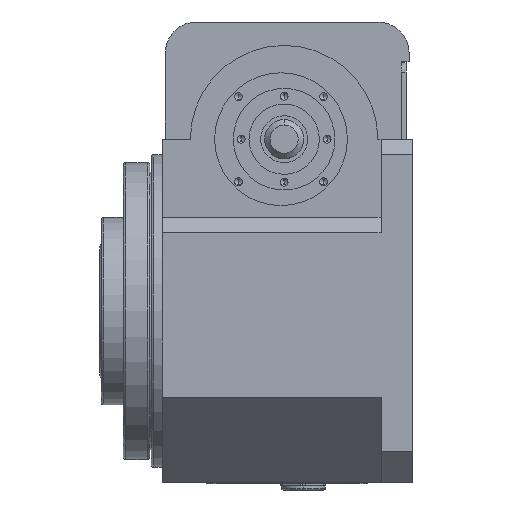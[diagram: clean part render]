
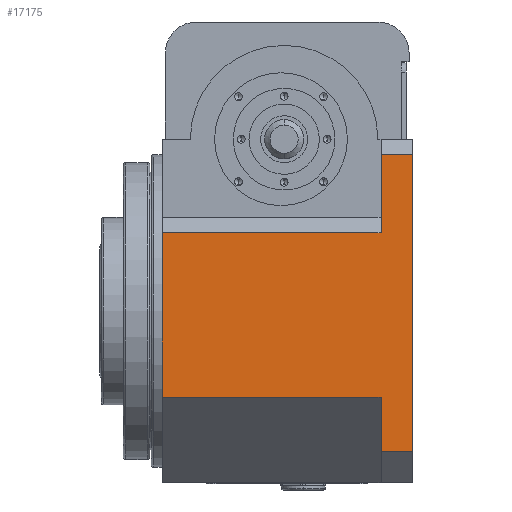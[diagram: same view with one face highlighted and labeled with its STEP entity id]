
A CAD part, left-side view. The second image highlights one B-rep face of the part: STEP entity #17175.
In plain terms, the highlighted planar face has unit normal (-1, 0, 0).
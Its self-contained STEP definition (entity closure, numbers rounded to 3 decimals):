
#6 = CARTESIAN_POINT ( 'NONE',  ( -110., -82., 50. ) ) ;
#330 = DIRECTION ( 'NONE',  ( -1., 0., 0. ) ) ;
#391 = CARTESIAN_POINT ( 'NONE',  ( -110., -82., -55. ) ) ;
#400 = EDGE_CURVE ( 'NONE', #5255, #7137, #516, .T. ) ;
#516 = LINE ( 'NONE', #8438, #4850 ) ;
#874 = VERTEX_POINT ( 'NONE', #4532 ) ;
#1204 = EDGE_CURVE ( 'NONE', #17564, #5255, #13847, .T. ) ;
#1571 = ORIENTED_EDGE ( 'NONE', *, *, #5711, .T. ) ;
#1824 = EDGE_CURVE ( 'NONE', #7137, #13407, #3750, .T. ) ;
#2259 = VECTOR ( 'NONE', #13530, 1000. ) ;
#2582 = LINE ( 'NONE', #6, #11104 ) ;
#2829 = DIRECTION ( 'NONE',  ( 0., 1., 0. ) ) ;
#2899 = VECTOR ( 'NONE', #13277, 1000. ) ;
#3750 = LINE ( 'NONE', #16509, #13602 ) ;
#4013 = DIRECTION ( 'NONE',  ( 0., 0., -1. ) ) ;
#4532 = CARTESIAN_POINT ( 'NONE',  ( -110., -62., -55. ) ) ;
#4782 = DIRECTION ( 'NONE',  ( 0., -1., 0. ) ) ;
#4850 = VECTOR ( 'NONE', #15412, 1000. ) ;
#5019 = EDGE_CURVE ( 'NONE', #874, #12513, #12806, .T. ) ;
#5055 = AXIS2_PLACEMENT_3D ( 'NONE', #9963, #330, #12883 ) ;
#5255 = VERTEX_POINT ( 'NONE', #13968 ) ;
#5452 = VECTOR ( 'NONE', #4782, 1000. ) ;
#5711 = EDGE_CURVE ( 'NONE', #874, #16932, #6431, .T. ) ;
#6006 = EDGE_LOOP ( 'NONE', ( #10095, #13268, #8254, #15461, #10220, #11336, #1571, #6698 ) ) ;
#6409 = EDGE_CURVE ( 'NONE', #12513, #10896, #10388, .T. ) ;
#6431 = LINE ( 'NONE', #10707, #2259 ) ;
#6698 = ORIENTED_EDGE ( 'NONE', *, *, #11285, .T. ) ;
#7137 = VERTEX_POINT ( 'NONE', #8327 ) ;
#7542 = CARTESIAN_POINT ( 'NONE',  ( -110., 78., 50. ) ) ;
#8254 = ORIENTED_EDGE ( 'NONE', *, *, #1824, .T. ) ;
#8327 = CARTESIAN_POINT ( 'NONE',  ( -110., -62., 100. ) ) ;
#8438 = CARTESIAN_POINT ( 'NONE',  ( -110., -82., 100. ) ) ;
#8496 = PLANE ( 'NONE',  #5055 ) ;
#8660 = CARTESIAN_POINT ( 'NONE',  ( -110., -82., -90. ) ) ;
#8670 = CARTESIAN_POINT ( 'NONE',  ( -110., 78., -55. ) ) ;
#9098 = VECTOR ( 'NONE', #13197, 1000. ) ;
#9733 = CARTESIAN_POINT ( 'NONE',  ( -110., -62., -90. ) ) ;
#9963 = CARTESIAN_POINT ( 'NONE',  ( -110., -82., 50. ) ) ;
#10095 = ORIENTED_EDGE ( 'NONE', *, *, #1204, .T. ) ;
#10220 = ORIENTED_EDGE ( 'NONE', *, *, #6409, .F. ) ;
#10388 = LINE ( 'NONE', #7542, #15678 ) ;
#10707 = CARTESIAN_POINT ( 'NONE',  ( -110., -62., -90. ) ) ;
#10896 = VERTEX_POINT ( 'NONE', #15435 ) ;
#11104 = VECTOR ( 'NONE', #2829, 1000. ) ;
#11285 = EDGE_CURVE ( 'NONE', #16932, #17564, #12241, .T. ) ;
#11336 = ORIENTED_EDGE ( 'NONE', *, *, #5019, .F. ) ;
#12090 = CARTESIAN_POINT ( 'NONE',  ( -110., -82., 50. ) ) ;
#12094 = FACE_OUTER_BOUND ( 'NONE', #6006, .T. ) ;
#12241 = LINE ( 'NONE', #14388, #5452 ) ;
#12513 = VERTEX_POINT ( 'NONE', #8670 ) ;
#12806 = LINE ( 'NONE', #391, #9098 ) ;
#12883 = DIRECTION ( 'NONE',  ( 0., 1., 0. ) ) ;
#13197 = DIRECTION ( 'NONE',  ( 0., 1., 0. ) ) ;
#13268 = ORIENTED_EDGE ( 'NONE', *, *, #400, .T. ) ;
#13277 = DIRECTION ( 'NONE',  ( 0., 0., 1. ) ) ;
#13407 = VERTEX_POINT ( 'NONE', #15495 ) ;
#13530 = DIRECTION ( 'NONE',  ( 0., 0., -1. ) ) ;
#13602 = VECTOR ( 'NONE', #4013, 1000. ) ;
#13847 = LINE ( 'NONE', #12090, #2899 ) ;
#13968 = CARTESIAN_POINT ( 'NONE',  ( -110., -82., 100. ) ) ;
#14388 = CARTESIAN_POINT ( 'NONE',  ( -110., -62., -90. ) ) ;
#14394 = DIRECTION ( 'NONE',  ( 0., 0., 1. ) ) ;
#14804 = EDGE_CURVE ( 'NONE', #13407, #10896, #2582, .T. ) ;
#15412 = DIRECTION ( 'NONE',  ( 0., 1., 0. ) ) ;
#15435 = CARTESIAN_POINT ( 'NONE',  ( -110., 78., 50. ) ) ;
#15461 = ORIENTED_EDGE ( 'NONE', *, *, #14804, .T. ) ;
#15495 = CARTESIAN_POINT ( 'NONE',  ( -110., -62., 50. ) ) ;
#15678 = VECTOR ( 'NONE', #14394, 1000. ) ;
#16509 = CARTESIAN_POINT ( 'NONE',  ( -110., -62., -90. ) ) ;
#16932 = VERTEX_POINT ( 'NONE', #9733 ) ;
#17175 = ADVANCED_FACE ( 'NONE', ( #12094 ), #8496, .T. ) ;
#17564 = VERTEX_POINT ( 'NONE', #8660 ) ;
